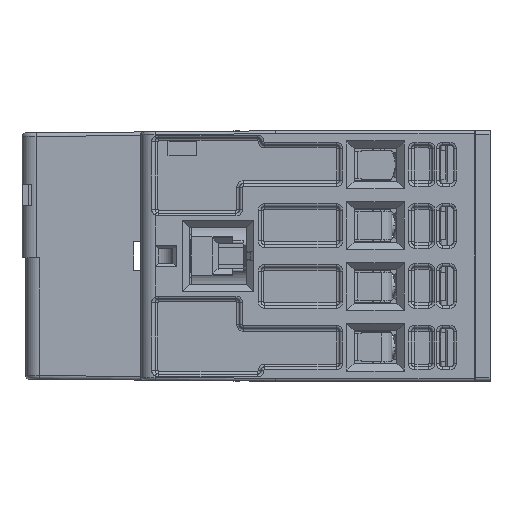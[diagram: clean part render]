
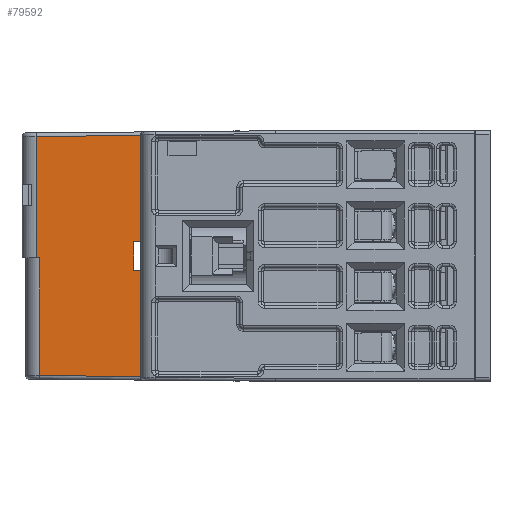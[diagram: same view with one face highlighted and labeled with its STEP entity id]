
A CAD part, left-side view. The second image highlights one B-rep face of the part: STEP entity #79592.
In plain terms, the highlighted planar face has unit normal (-1, 0.009, 0).
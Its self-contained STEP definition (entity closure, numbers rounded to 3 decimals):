
#59412=DIRECTION('',(0.,0.,-1.));
#59413=VECTOR('',#59412,16.463);
#59414=CARTESIAN_POINT('',(-22.327,-1.983,-0.25));
#59415=LINE('',#59414,#59413);
#60202=CARTESIAN_POINT('',(-22.45,-16.1,-16.836));
#60294=DIRECTION('',(-0.009,-1.,0.));
#60295=VECTOR('',#60294,1.);
#60296=CARTESIAN_POINT('',(-22.441,-15.1,-2.));
#60297=LINE('',#60296,#60295);
#60298=DIRECTION('',(0.,0.,-1.));
#60299=VECTOR('',#60298,14.836);
#60300=CARTESIAN_POINT('',(-22.45,-16.1,-2.));
#60301=LINE('',#60300,#60299);
#60302=DIRECTION('',(0.009,1.,0.009));
#60303=VECTOR('',#60302,14.119);
#60304=CARTESIAN_POINT('',(-22.45,-16.1,-16.836));
#60305=LINE('',#60304,#60303);
#60306=DIRECTION('',(0.009,1.,0.));
#60307=VECTOR('',#60306,0.504);
#60308=CARTESIAN_POINT('',(-22.327,-1.983,-0.25));
#60309=LINE('',#60308,#60307);
#60310=DIRECTION('',(-0.009,-1.,0.009));
#60311=VECTOR('',#60310,14.623);
#60312=CARTESIAN_POINT('',(-22.322,-1.478,
16.708));
#60313=LINE('',#60312,#60311);
#60314=DIRECTION('',(0.,0.,-1.));
#60315=VECTOR('',#60314,14.836);
#60316=CARTESIAN_POINT('',(-22.45,-16.1,16.836));
#60317=LINE('',#60316,#60315);
#60318=DIRECTION('',(0.,0.,1.));
#60319=VECTOR('',#60318,4.);
#60320=CARTESIAN_POINT('',(-22.441,-15.1,-2.));
#60321=LINE('',#60320,#60319);
#60346=DIRECTION('',(-0.009,-1.,0.));
#60347=VECTOR('',#60346,1.);
#60348=CARTESIAN_POINT('',(-22.441,-15.1,2.));
#60349=LINE('',#60348,#60347);
#60398=DIRECTION('',(0.,0.,-1.));
#60399=VECTOR('',#60398,16.958);
#60400=CARTESIAN_POINT('',(-22.322,-1.478,
16.708));
#60401=LINE('',#60400,#60399);
#73344=VERTEX_POINT('',#60202);
#73345=CARTESIAN_POINT('',(-22.327,-1.983,
-16.713));
#73346=VERTEX_POINT('',#73345);
#73347=CARTESIAN_POINT('',(-22.45,-16.1,16.836));
#73348=CARTESIAN_POINT('',(-22.45,-16.1,2.));
#73349=VERTEX_POINT('',#73347);
#73350=VERTEX_POINT('',#73348);
#73356=CARTESIAN_POINT('',(-22.45,-16.1,-2.));
#73357=VERTEX_POINT('',#73356);
#75585=CARTESIAN_POINT('',(-22.327,-1.983,-0.25));
#75586=VERTEX_POINT('',#75585);
#76051=CARTESIAN_POINT('',(-22.441,-15.1,2.));
#76052=VERTEX_POINT('',#76051);
#76053=CARTESIAN_POINT('',(-22.441,-15.1,-2.));
#76054=VERTEX_POINT('',#76053);
#76055=CARTESIAN_POINT('',(-22.322,-1.478,-0.25));
#76056=VERTEX_POINT('',#76055);
#76057=CARTESIAN_POINT('',(-22.322,-1.478,
16.708));
#76058=VERTEX_POINT('',#76057);
#79569=CARTESIAN_POINT('',(-22.45,-16.1,-18.612));
#79570=DIRECTION('',(-1.,0.009,0.));
#79571=DIRECTION('',(0.,0.,1.));
#79572=AXIS2_PLACEMENT_3D('',#79569,#79570,#79571);
#79573=PLANE('',#79572);
#79575=ORIENTED_EDGE('',*,*,#79574,.F.);
#79577=ORIENTED_EDGE('',*,*,#79576,.T.);
#79578=ORIENTED_EDGE('',*,*,#79495,.T.);
#79579=ORIENTED_EDGE('',*,*,#79467,.T.);
#79580=ORIENTED_EDGE('',*,*,#78196,.F.);
#79582=ORIENTED_EDGE('',*,*,#79581,.T.);
#79584=ORIENTED_EDGE('',*,*,#79583,.F.);
#79586=ORIENTED_EDGE('',*,*,#79585,.T.);
#79587=ORIENTED_EDGE('',*,*,#79484,.T.);
#79589=ORIENTED_EDGE('',*,*,#79588,.F.);
#79590=EDGE_LOOP('',(#79575,#79577,#79578,#79579,#79580,#79582,#79584,#79586,
#79587,#79589));
#79591=FACE_OUTER_BOUND('',#79590,.F.);
#78196=EDGE_CURVE('',#75586,#73346,#59415,.T.);
#79467=EDGE_CURVE('',#73344,#73346,#60305,.T.);
#79484=EDGE_CURVE('',#73349,#73350,#60317,.T.);
#79495=EDGE_CURVE('',#73357,#73344,#60301,.T.);
#79574=EDGE_CURVE('',#76054,#76052,#60321,.T.);
#79576=EDGE_CURVE('',#76054,#73357,#60297,.T.);
#79581=EDGE_CURVE('',#75586,#76056,#60309,.T.);
#79583=EDGE_CURVE('',#76058,#76056,#60401,.T.);
#79585=EDGE_CURVE('',#76058,#73349,#60313,.T.);
#79588=EDGE_CURVE('',#76052,#73350,#60349,.T.);
#79592=ADVANCED_FACE('',(#79591),#79573,.T.);
